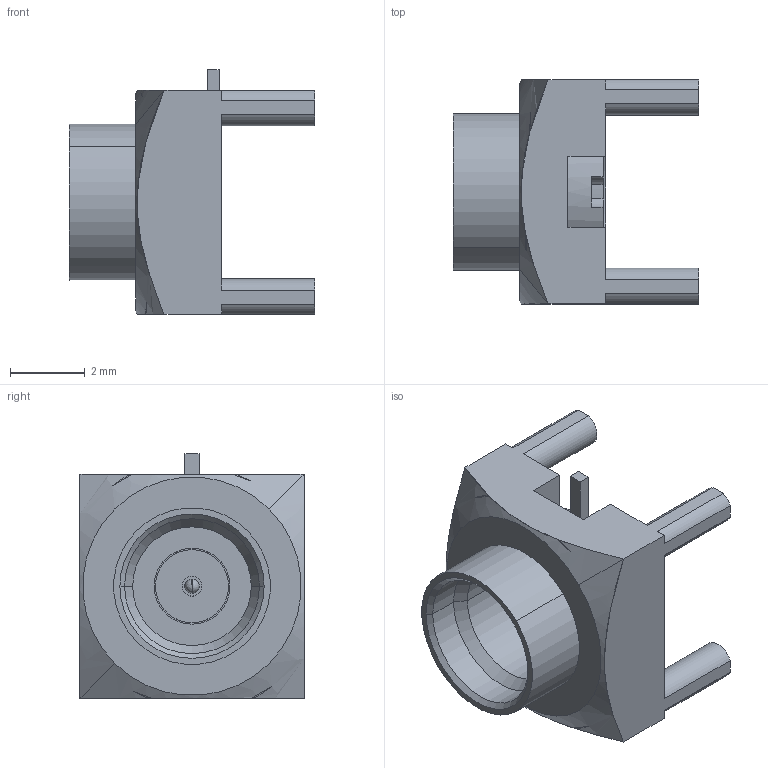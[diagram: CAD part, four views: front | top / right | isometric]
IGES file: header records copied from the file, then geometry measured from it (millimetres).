
Start section:  PTC IGES file: smp-mssb-pct-1.igs
Global section: file name: smp-mssb-pct-1.igs; native system: Pro/ENGINEER by Parametric Technology Corporation; preprocessor: 2008010; author: Administrator; organization: Unknown; date: 20091012.105130; units: inch
Bounding box: 6.58 x 5.99 x 6.54 mm (x, y, z)
Surface area: 244.8 mm2 (no closed solid volume)
Topology: 0 solids, 0 shells, 59 faces, 294 edges, 292 vertices
Faces by surface type: revolution 30, bspline 29
